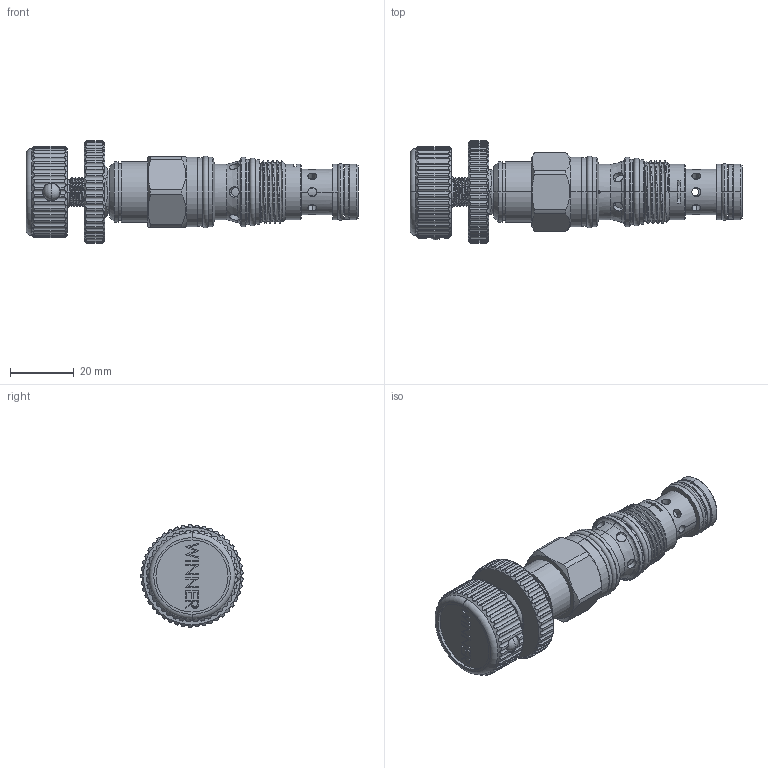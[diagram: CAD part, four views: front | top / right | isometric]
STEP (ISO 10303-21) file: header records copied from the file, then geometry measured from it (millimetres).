
FILE_DESCRIPTION (( 'STEP AP203' ), '1' );
FILE_NAME ('PP11A30(33)(35)-K.STEP', '2020-03-23T03:31:16', ( '' ), ( '' ), 'SwSTEP 2.0', 'SolidWorks 2018', '' );
FILE_SCHEMA (( 'CONFIG_CONTROL_DESIGN' ));
Products named in the file (1): PP11A30(33)(35)-K
Bounding box: 104.53 x 32.18 x 32.2 mm (x, y, z)
Volume: 34298.1 mm3; surface area: 17441.3 mm2
Topology: 9 solids, 13 shells, 980 faces, 2714 edges, 1730 vertices
Faces by surface type: cylinder 508, plane 223, cone 107, torus 82, bspline 58, sphere 2
Entity records: 66050 total; most frequent: CARTESIAN_POINT 42677, ORIENTED_EDGE 5368, DIRECTION 4312, EDGE_CURVE 2684, VERTEX_POINT 1727, AXIS2_PLACEMENT_3D 1680, EDGE_LOOP 1063, FACE_OUTER_BOUND 980
